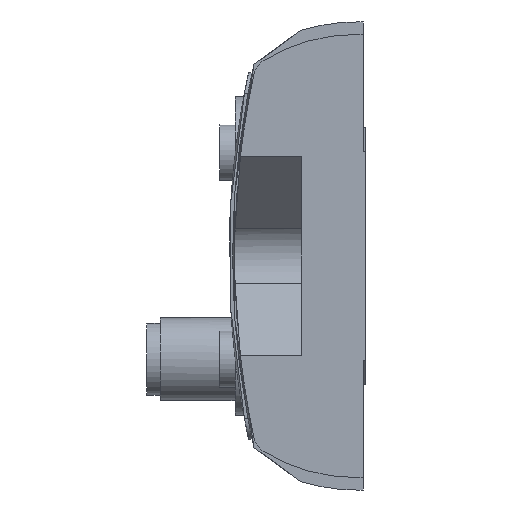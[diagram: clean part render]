
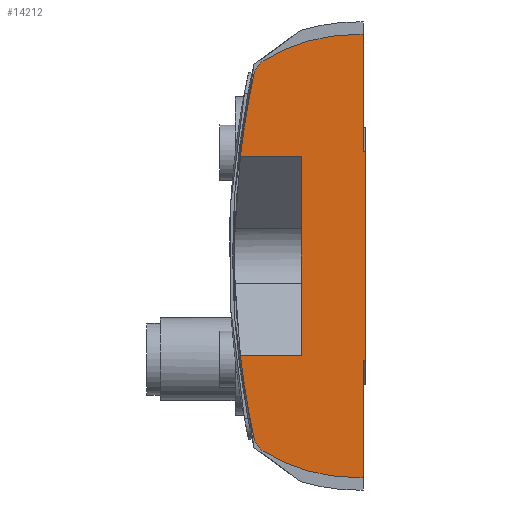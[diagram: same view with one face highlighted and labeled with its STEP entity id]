
A CAD part, left-side view. The second image highlights one B-rep face of the part: STEP entity #14212.
In plain terms, the highlighted planar face has unit normal (-1, 0, 0).
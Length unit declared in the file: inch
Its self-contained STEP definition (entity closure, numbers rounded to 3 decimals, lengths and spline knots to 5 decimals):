
#31 = CARTESIAN_POINT ( 'NONE',  ( 0., 0.63787, -1.04004 ) ) ;
#562 = VERTEX_POINT ( 'NONE', #27863 ) ;
#1040 = VERTEX_POINT ( 'NONE', #20897 ) ;
#1062 = CARTESIAN_POINT ( 'NONE',  ( 0., 0.05118, -1.26772 ) ) ;
#1542 = CARTESIAN_POINT ( 'NONE',  ( 0., 0.01181, -0.60039 ) ) ;
#1781 = ORIENTED_EDGE ( 'NONE', *, *, #24718, .F. ) ;
#1849 = EDGE_CURVE ( 'NONE', #1040, #25393, #5119, .T. ) ;
#1964 = DIRECTION ( 'NONE',  ( 0., 1., 0. ) ) ;
#2016 = AXIS2_PLACEMENT_3D ( 'NONE', #4362, #2268, #10887 ) ;
#2268 = DIRECTION ( 'NONE',  ( 1., 0., 0. ) ) ;
#2996 = CARTESIAN_POINT ( 'NONE',  ( 0., 0.05118, 0.25591 ) ) ;
#3011 = DIRECTION ( 'NONE',  ( 0., 1., 0. ) ) ;
#3053 = ORIENTED_EDGE ( 'NONE', *, *, #21654, .F. ) ;
#3217 = DIRECTION ( 'NONE',  ( 1., 0., 0. ) ) ;
#4029 = CARTESIAN_POINT ( 'NONE',  ( 0., 0.05118, -0.56831 ) ) ;
#4309 = DIRECTION ( 'NONE',  ( 0., 1., 0. ) ) ;
#4362 = CARTESIAN_POINT ( 'NONE',  ( 0., 0.52238, 1.0153 ) ) ;
#4653 = DIRECTION ( 'NONE',  ( 0., 0., -1. ) ) ;
#4862 = AXIS2_PLACEMENT_3D ( 'NONE', #23525, #12382, #27773 ) ;
#4947 = VECTOR ( 'NONE', #3011, 39.37008 ) ;
#5014 = EDGE_CURVE ( 'NONE', #21116, #19490, #24120, .T. ) ;
#5119 = LINE ( 'NONE', #26622, #4947 ) ;
#5418 = LINE ( 'NONE', #20430, #9681 ) ;
#5629 = ORIENTED_EDGE ( 'NONE', *, *, #25137, .F. ) ;
#5868 = PLANE ( 'NONE',  #9569 ) ;
#6012 = EDGE_CURVE ( 'NONE', #9809, #15461, #5418, .T. ) ;
#6115 = EDGE_CURVE ( 'NONE', #26753, #1040, #14609, .T. ) ;
#6124 = ORIENTED_EDGE ( 'NONE', *, *, #12596, .F. ) ;
#6146 = DIRECTION ( 'NONE',  ( 0., -1., 0. ) ) ;
#6164 = VERTEX_POINT ( 'NONE', #19663 ) ;
#6385 = CARTESIAN_POINT ( 'NONE',  ( 0., 0.01181, 1.26772 ) ) ;
#6777 = EDGE_CURVE ( 'NONE', #13642, #9809, #19463, .T. ) ;
#6871 = ORIENTED_EDGE ( 'NONE', *, *, #1849, .F. ) ;
#7023 = CARTESIAN_POINT ( 'NONE',  ( 0., 0., 0.60039 ) ) ;
#7628 = EDGE_CURVE ( 'NONE', #15461, #14371, #25515, .T. ) ;
#8335 = ORIENTED_EDGE ( 'NONE', *, *, #6012, .F. ) ;
#8448 = CARTESIAN_POINT ( 'NONE',  ( 0., 0.01181, 1.26772 ) ) ;
#9029 = DIRECTION ( 'NONE',  ( 1., 0., 0. ) ) ;
#9406 = VECTOR ( 'NONE', #4309, 39.37008 ) ;
#9569 = AXIS2_PLACEMENT_3D ( 'NONE', #19167, #14354, #21138 ) ;
#9681 = VECTOR ( 'NONE', #16451, 39.37008 ) ;
#9809 = VERTEX_POINT ( 'NONE', #19613 ) ;
#9953 = VERTEX_POINT ( 'NONE', #1062 ) ;
#10318 = CIRCLE ( 'NONE', #13011, 1.01181 ) ;
#10732 = CARTESIAN_POINT ( 'NONE',  ( 0., 0.05118, 1.26772 ) ) ;
#10887 = DIRECTION ( 'NONE',  ( 0., 0., 1. ) ) ;
#10893 = EDGE_CURVE ( 'NONE', #562, #22675, #22797, .T. ) ;
#11032 = DIRECTION ( 'NONE',  ( 0., 1., 0. ) ) ;
#11653 = CARTESIAN_POINT ( 'NONE',  ( 0., 0.58465, 1.11566 ) ) ;
#11833 = DIRECTION ( 'NONE',  ( 0., 0., 1. ) ) ;
#12159 = LINE ( 'NONE', #14558, #16654 ) ;
#12382 = DIRECTION ( 'NONE',  ( 1., 0., 0. ) ) ;
#12452 = EDGE_CURVE ( 'NONE', #6164, #20531, #13399, .T. ) ;
#12596 = EDGE_CURVE ( 'NONE', #14371, #21116, #27847, .T. ) ;
#13011 = AXIS2_PLACEMENT_3D ( 'NONE', #2996, #20259, #20406 ) ;
#13138 = CARTESIAN_POINT ( 'NONE',  ( 0., 0.01181, 1.26772 ) ) ;
#13399 = LINE ( 'NONE', #13138, #22856 ) ;
#13642 = VERTEX_POINT ( 'NONE', #14883 ) ;
#14212 = ADVANCED_FACE ( 'NONE', ( #17043 ), #5868, .F. ) ;
#14229 = AXIS2_PLACEMENT_3D ( 'NONE', #19917, #3217, #11833 ) ;
#14354 = DIRECTION ( 'NONE',  ( 1., 0., 0. ) ) ;
#14371 = VERTEX_POINT ( 'NONE', #14727 ) ;
#14488 = ORIENTED_EDGE ( 'NONE', *, *, #5014, .F. ) ;
#14558 = CARTESIAN_POINT ( 'NONE',  ( 0., 0.05118, 0.60039 ) ) ;
#14609 = LINE ( 'NONE', #27322, #15107 ) ;
#14650 = ORIENTED_EDGE ( 'NONE', *, *, #23626, .T. ) ;
#14727 = CARTESIAN_POINT ( 'NONE',  ( 0., 0.7154, 0.56831 ) ) ;
#14843 = ORIENTED_EDGE ( 'NONE', *, *, #6115, .F. ) ;
#14883 = CARTESIAN_POINT ( 'NONE',  ( 0., 0.7154, -0.56831 ) ) ;
#14963 = ORIENTED_EDGE ( 'NONE', *, *, #19945, .F. ) ;
#14984 = LINE ( 'NONE', #10732, #27585 ) ;
#15107 = VECTOR ( 'NONE', #4653, 39.37008 ) ;
#15461 = VERTEX_POINT ( 'NONE', #25444 ) ;
#15835 = CARTESIAN_POINT ( 'NONE',  ( 0., 0.05118, -1.26772 ) ) ;
#16182 = CARTESIAN_POINT ( 'NONE',  ( 0., 0.05118, 1.26772 ) ) ;
#16451 = DIRECTION ( 'NONE',  ( 0., 0., 1. ) ) ;
#16452 = DIRECTION ( 'NONE',  ( 0., 0., 1. ) ) ;
#16539 = DIRECTION ( 'NONE',  ( 0., -1., 0. ) ) ;
#16630 = LINE ( 'NONE', #6385, #27854 ) ;
#16654 = VECTOR ( 'NONE', #16539, 39.37008 ) ;
#16657 = VECTOR ( 'NONE', #11032, 39.37008 ) ;
#17043 = FACE_OUTER_BOUND ( 'NONE', #27455, .T. ) ;
#17723 = ORIENTED_EDGE ( 'NONE', *, *, #10893, .F. ) ;
#18195 = ORIENTED_EDGE ( 'NONE', *, *, #12452, .T. ) ;
#18257 = ORIENTED_EDGE ( 'NONE', *, *, #27774, .T. ) ;
#18418 = EDGE_CURVE ( 'NONE', #9953, #562, #23125, .T. ) ;
#19167 = CARTESIAN_POINT ( 'NONE',  ( 0., 0.05118, 0.25591 ) ) ;
#19463 = LINE ( 'NONE', #4029, #21940 ) ;
#19490 = VERTEX_POINT ( 'NONE', #11653 ) ;
#19604 = CARTESIAN_POINT ( 'NONE',  ( 0., 0.05118, 0.56831 ) ) ;
#19613 = CARTESIAN_POINT ( 'NONE',  ( 0., 0.36614, -0.56831 ) ) ;
#19663 = CARTESIAN_POINT ( 'NONE',  ( 0., 0.01181, 0.60039 ) ) ;
#19794 = CARTESIAN_POINT ( 'NONE',  ( 0., -4.21654, 0. ) ) ;
#19816 = LINE ( 'NONE', #15835, #16657 ) ;
#19917 = CARTESIAN_POINT ( 'NONE',  ( 0., 0.52238, -1.0153 ) ) ;
#19945 = EDGE_CURVE ( 'NONE', #19490, #24936, #10318, .T. ) ;
#20259 = DIRECTION ( 'NONE',  ( 1., 0., 0. ) ) ;
#20406 = DIRECTION ( 'NONE',  ( 0., 0., 1. ) ) ;
#20430 = CARTESIAN_POINT ( 'NONE',  ( 0., 0.36614, 0.25591 ) ) ;
#20531 = VERTEX_POINT ( 'NONE', #8448 ) ;
#20897 = CARTESIAN_POINT ( 'NONE',  ( 0., 0., -0.60039 ) ) ;
#21116 = VERTEX_POINT ( 'NONE', #27446 ) ;
#21138 = DIRECTION ( 'NONE',  ( 0., 0., -1. ) ) ;
#21654 = EDGE_CURVE ( 'NONE', #6164, #26753, #12159, .T. ) ;
#21659 = DIRECTION ( 'NONE',  ( 0., 0., 1. ) ) ;
#21940 = VECTOR ( 'NONE', #6146, 39.37008 ) ;
#22169 = ORIENTED_EDGE ( 'NONE', *, *, #18418, .F. ) ;
#22499 = CIRCLE ( 'NONE', #4862, 4.96457 ) ;
#22675 = VERTEX_POINT ( 'NONE', #31 ) ;
#22797 = CIRCLE ( 'NONE', #14229, 0.11811 ) ;
#22856 = VECTOR ( 'NONE', #23859, 39.37008 ) ;
#23125 = CIRCLE ( 'NONE', #25389, 1.01181 ) ;
#23525 = CARTESIAN_POINT ( 'NONE',  ( 0., -4.21654, 0. ) ) ;
#23626 = EDGE_CURVE ( 'NONE', #25956, #25393, #16630, .T. ) ;
#23859 = DIRECTION ( 'NONE',  ( 0., 0., 1. ) ) ;
#24120 = CIRCLE ( 'NONE', #2016, 0.11811 ) ;
#24612 = CARTESIAN_POINT ( 'NONE',  ( 0., 0.01181, -1.26772 ) ) ;
#24718 = EDGE_CURVE ( 'NONE', #22675, #13642, #22499, .T. ) ;
#24936 = VERTEX_POINT ( 'NONE', #16182 ) ;
#25056 = CARTESIAN_POINT ( 'NONE',  ( 0., 0.05118, -0.25591 ) ) ;
#25137 = EDGE_CURVE ( 'NONE', #25956, #9953, #19816, .T. ) ;
#25155 = ORIENTED_EDGE ( 'NONE', *, *, #6777, .F. ) ;
#25389 = AXIS2_PLACEMENT_3D ( 'NONE', #25056, #27473, #16452 ) ;
#25393 = VERTEX_POINT ( 'NONE', #1542 ) ;
#25444 = CARTESIAN_POINT ( 'NONE',  ( 0., 0.36614, 0.56831 ) ) ;
#25515 = LINE ( 'NONE', #19604, #9406 ) ;
#25707 = ORIENTED_EDGE ( 'NONE', *, *, #7628, .F. ) ;
#25956 = VERTEX_POINT ( 'NONE', #24612 ) ;
#26277 = DIRECTION ( 'NONE',  ( 0., 0., 1. ) ) ;
#26489 = AXIS2_PLACEMENT_3D ( 'NONE', #19794, #9029, #26277 ) ;
#26622 = CARTESIAN_POINT ( 'NONE',  ( 0., 0.05118, -0.60039 ) ) ;
#26753 = VERTEX_POINT ( 'NONE', #7023 ) ;
#27322 = CARTESIAN_POINT ( 'NONE',  ( 0., 0., 0.25591 ) ) ;
#27446 = CARTESIAN_POINT ( 'NONE',  ( 0., 0.63787, 1.04004 ) ) ;
#27455 = EDGE_LOOP ( 'NONE', ( #25707, #8335, #25155, #1781, #17723, #22169, #5629, #14650, #6871, #14843, #3053, #18195, #18257, #14963, #14488, #6124 ) ) ;
#27473 = DIRECTION ( 'NONE',  ( 1., 0., 0. ) ) ;
#27585 = VECTOR ( 'NONE', #1964, 39.37008 ) ;
#27773 = DIRECTION ( 'NONE',  ( 0., 0., 1. ) ) ;
#27774 = EDGE_CURVE ( 'NONE', #20531, #24936, #14984, .T. ) ;
#27847 = CIRCLE ( 'NONE', #26489, 4.96457 ) ;
#27854 = VECTOR ( 'NONE', #21659, 39.37008 ) ;
#27863 = CARTESIAN_POINT ( 'NONE',  ( 0., 0.58465, -1.11566 ) ) ;
